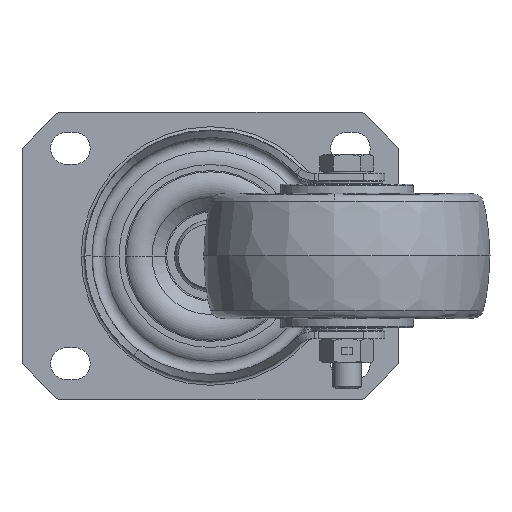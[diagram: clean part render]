
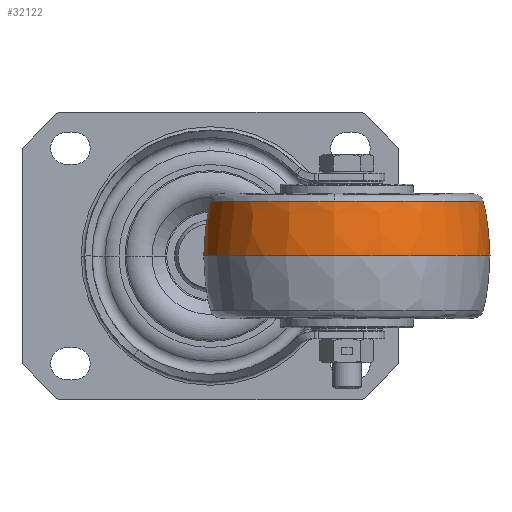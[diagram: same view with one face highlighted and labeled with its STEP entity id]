
A CAD part, front view. The second image highlights one B-rep face of the part: STEP entity #32122.
In plain terms, the highlighted free-form (B-spline) face has degree [3, 3] with [4, 4] control points.
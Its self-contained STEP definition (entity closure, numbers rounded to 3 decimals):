
#866 = CARTESIAN_POINT ( 'NONE',  ( 0.105, -56.487, 15.292 ) ) ;
#1622 = ORIENTED_EDGE ( 'NONE', *, *, #25821, .T. ) ;
#1722 = CIRCLE ( 'NONE', #34646, 38.057 ) ;
#2770 = CARTESIAN_POINT ( 'NONE',  ( 38., -60., 15.292 ) ) ;
#3124 = DIRECTION ( 'NONE',  ( 0.996, -0.092, 0. ) ) ;
#3545 = AXIS2_PLACEMENT_3D ( 'NONE', #2770, #33173, #24493 ) ;
#3713 = ORIENTED_EDGE ( 'NONE', *, *, #32760, .F. ) ;
#4090 = CIRCLE ( 'NONE', #3545, 38.057 ) ;
#4872 = CARTESIAN_POINT ( 'NONE',  ( -1.683, -56.321, 6.975 ) ) ;
#6200 = VERTEX_POINT ( 'NONE', #25334 ) ;
#6318 = CARTESIAN_POINT ( 'NONE',  ( 75.895, -63.513, 15.292 ) ) ;
#7670 = DIRECTION ( 'NONE',  ( 0.996, -0.092, 0. ) ) ;
#8632 = EDGE_CURVE ( 'NONE', #30362, #29509, #21719, .T. ) ;
#9150 = CIRCLE ( 'NONE', #32457, 40. ) ;
#11661 = CARTESIAN_POINT ( 'NONE',  ( 0.105, -56.487, 15.292 ) ) ;
#12010 = CARTESIAN_POINT ( 'NONE',  ( -0.913, -56.392, 12.426 ) ) ;
#12167 =( BOUNDED_CURVE ( )  B_SPLINE_CURVE ( 3, ( #34455, #18576, #28958, #23612 ),
 .UNSPECIFIED., .F., .F. ) 
 B_SPLINE_CURVE_WITH_KNOTS ( ( 4, 4 ),
 ( 0., 1. ),
 .UNSPECIFIED. ) 
 CURVE ( )  GEOMETRIC_REPRESENTATION_ITEM ( )  RATIONAL_B_SPLINE_CURVE ( ( 0.984, 0.808, 0.719, 0.72 ) ) 
 REPRESENTATION_ITEM ( '' )  );
#12197 = CARTESIAN_POINT ( 'NONE',  ( -6.921, -132.276, 15.292 ) ) ;
#12988 = VERTEX_POINT ( 'NONE', #19929 ) ;
#13744 = CARTESIAN_POINT ( 'NONE',  ( 75.895, -63.513, 15.292 ) ) ;
#14497 = CARTESIAN_POINT ( 'NONE',  ( -1.683, -56.321, 6.975 ) ) ;
#14653 = CARTESIAN_POINT ( 'NONE',  ( -1.829, -56.307, 0. ) ) ;
#14831 = CARTESIAN_POINT ( 'NONE',  ( 68.868, -139.303, 15.292 ) ) ;
#16752 = EDGE_LOOP ( 'NONE', ( #34989, #24405, #1622, #3713, #27496 ) ) ;
#18576 = CARTESIAN_POINT ( 'NONE',  ( 76.913, -63.608, 12.426 ) ) ;
#19050 = VERTEX_POINT ( 'NONE', #13744 ) ;
#19439 = CARTESIAN_POINT ( 'NONE',  ( 38., -60., 15.292 ) ) ;
#19929 = CARTESIAN_POINT ( 'NONE',  ( 77.829, -63.693, 0. ) ) ;
#20957 = DIRECTION ( 'NONE',  ( 0., 0., 1. ) ) ;
#21719 =( BOUNDED_CURVE ( )  B_SPLINE_CURVE ( 3, ( #25869, #31546, #4872, #24259 ),
 .UNSPECIFIED., .F., .F. ) 
 B_SPLINE_CURVE_WITH_KNOTS ( ( 4, 4 ),
 ( 0., 1. ),
 .UNSPECIFIED. ) 
 CURVE ( )  GEOMETRIC_REPRESENTATION_ITEM ( )  RATIONAL_B_SPLINE_CURVE ( ( 0.984, 0.808, 0.719, 0.72 ) ) 
 REPRESENTATION_ITEM ( '' )  );
#22652 = CARTESIAN_POINT ( 'NONE',  ( 77.829, -63.693, 0. ) ) ;
#22835 = CARTESIAN_POINT ( 'NONE',  ( 70.325, -143.046, 6.975 ) ) ;
#23019 = CARTESIAN_POINT ( 'NONE',  ( 76.913, -63.608, 12.426 ) ) ;
#23612 = CARTESIAN_POINT ( 'NONE',  ( 77.829, -63.693, 0. ) ) ;
#24250 = EDGE_CURVE ( 'NONE', #30362, #6200, #1722, .T. ) ;
#24259 = CARTESIAN_POINT ( 'NONE',  ( -1.829, -56.307, 0. ) ) ;
#24405 = ORIENTED_EDGE ( 'NONE', *, *, #8632, .T. ) ;
#24493 = DIRECTION ( 'NONE',  ( 0.996, -0.092, 0. ) ) ;
#25007 = CARTESIAN_POINT ( 'NONE',  ( -1.829, -56.307, 0. ) ) ;
#25334 = CARTESIAN_POINT ( 'NONE',  ( 34.487, -97.895, 15.292 ) ) ;
#25498 = CARTESIAN_POINT ( 'NONE',  ( 70.444, -143.351, 0. ) ) ;
#25821 = EDGE_CURVE ( 'NONE', #29509, #12988, #9150, .T. ) ;
#25869 = CARTESIAN_POINT ( 'NONE',  ( 0.105, -56.487, 15.292 ) ) ;
#26138 = CARTESIAN_POINT ( 'NONE',  ( 38., -60., 0. ) ) ;
#26260 = EDGE_CURVE ( 'NONE', #6200, #19050, #4090, .T. ) ;
#27496 = ORIENTED_EDGE ( 'NONE', *, *, #26260, .F. ) ;
#27841 = CARTESIAN_POINT ( 'NONE',  ( 77.683, -63.679, 6.975 ) ) ;
#28022 = CARTESIAN_POINT ( 'NONE',  ( -8.129, -134.219, 12.426 ) ) ;
#28213 = CARTESIAN_POINT ( 'NONE',  ( -9.214, -135.966, 0. ) ) ;
#28958 = CARTESIAN_POINT ( 'NONE',  ( 77.683, -63.679, 6.975 ) ) ;
#29509 = VERTEX_POINT ( 'NONE', #25007 ) ;
#29837 = DIRECTION ( 'NONE',  ( 0., 0., 1. ) ) ;
#30352 =( BOUNDED_SURFACE ( )  B_SPLINE_SURFACE ( 3, 3, ( 
 ( #6318, #14831, #12197, #11661 ),
 ( #23019, #33329, #28022, #12010 ),
 ( #27841, #22835, #33678, #14497 ),
 ( #22652, #25498, #28213, #14653 ) ),
 .UNSPECIFIED., .F., .F., .F. ) 
 B_SPLINE_SURFACE_WITH_KNOTS ( ( 4, 4 ),
 ( 4, 4 ),
 ( 0., 1. ),
 ( 0., 1. ),
 .UNSPECIFIED. ) 
 GEOMETRIC_REPRESENTATION_ITEM ( )  RATIONAL_B_SPLINE_SURFACE ( (
 ( 0.984, 0.328, 0.328, 0.984),
 ( 0.808, 0.269, 0.269, 0.808),
 ( 0.719, 0.24, 0.24, 0.719),
 ( 0.72, 0.24, 0.24, 0.72) ) ) 
 REPRESENTATION_ITEM ( '' )  SURFACE ( )  );
#30362 = VERTEX_POINT ( 'NONE', #866 ) ;
#31013 = FACE_OUTER_BOUND ( 'NONE', #16752, .T. ) ;
#31546 = CARTESIAN_POINT ( 'NONE',  ( -0.913, -56.392, 12.426 ) ) ;
#32122 = ADVANCED_FACE ( 'NONE', ( #31013 ), #30352, .F. ) ;
#32457 = AXIS2_PLACEMENT_3D ( 'NONE', #26138, #20957, #7670 ) ;
#32760 = EDGE_CURVE ( 'NONE', #19050, #12988, #12167, .T. ) ;
#33173 = DIRECTION ( 'NONE',  ( 0., 0., 1. ) ) ;
#33329 = CARTESIAN_POINT ( 'NONE',  ( 69.698, -141.434, 12.426 ) ) ;
#33678 = CARTESIAN_POINT ( 'NONE',  ( -9.042, -135.688, 6.975 ) ) ;
#34455 = CARTESIAN_POINT ( 'NONE',  ( 75.895, -63.513, 15.292 ) ) ;
#34646 = AXIS2_PLACEMENT_3D ( 'NONE', #19439, #29837, #3124 ) ;
#34989 = ORIENTED_EDGE ( 'NONE', *, *, #24250, .F. ) ;
